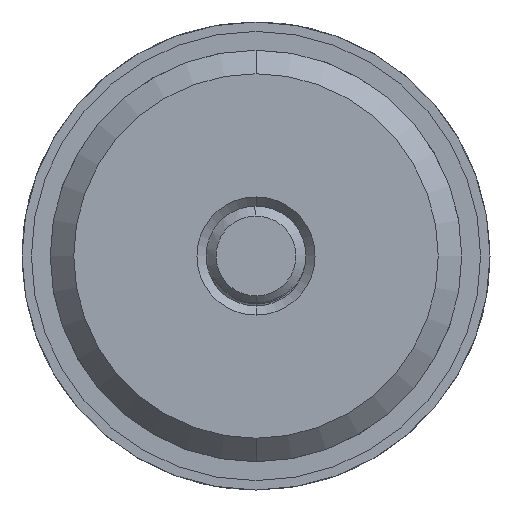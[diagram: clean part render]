
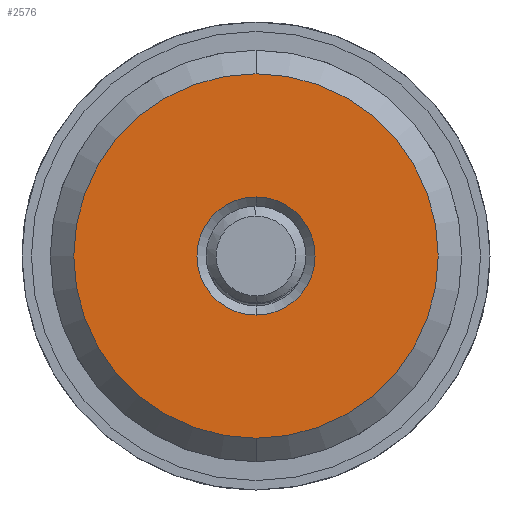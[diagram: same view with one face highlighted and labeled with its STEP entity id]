
A CAD part, front view. The second image highlights one B-rep face of the part: STEP entity #2576.
In plain terms, the highlighted planar face has unit normal (0, -1, 0).
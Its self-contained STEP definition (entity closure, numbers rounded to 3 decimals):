
#162 = VERTEX_POINT ( 'NONE', #3229 ) ;
#200 = DIRECTION ( 'NONE',  ( 0., 0., -1. ) ) ;
#247 = AXIS2_PLACEMENT_3D ( 'NONE', #3456, #2562, #200 ) ;
#372 = CIRCLE ( 'NONE', #1726, 15.5 ) ;
#379 = DIRECTION ( 'NONE',  ( 0., -1., 0. ) ) ;
#416 = CARTESIAN_POINT ( 'NONE',  ( 0., 0., 0. ) ) ;
#431 = ORIENTED_EDGE ( 'NONE', *, *, #2413, .T. ) ;
#757 = DIRECTION ( 'NONE',  ( 0., 0., -1. ) ) ;
#1029 = ORIENTED_EDGE ( 'NONE', *, *, #3017, .T. ) ;
#1115 = VERTEX_POINT ( 'NONE', #2633 ) ;
#1122 = ORIENTED_EDGE ( 'NONE', *, *, #2191, .F. ) ;
#1201 = DIRECTION ( 'NONE',  ( 0., 0., 1. ) ) ;
#1229 = EDGE_LOOP ( 'NONE', ( #431, #1029 ) ) ;
#1240 = CARTESIAN_POINT ( 'NONE',  ( 0., 0., 0. ) ) ;
#1528 = CARTESIAN_POINT ( 'NONE',  ( 0., 0., 0. ) ) ;
#1580 = CARTESIAN_POINT ( 'NONE',  ( 0., 0., 15.5 ) ) ;
#1599 = EDGE_LOOP ( 'NONE', ( #1122, #4769 ) ) ;
#1651 = AXIS2_PLACEMENT_3D ( 'NONE', #416, #3204, #1201 ) ;
#1726 = AXIS2_PLACEMENT_3D ( 'NONE', #5092, #3916, #2303 ) ;
#1779 = VERTEX_POINT ( 'NONE', #2960 ) ;
#1816 = EDGE_CURVE ( 'NONE', #162, #1779, #3057, .T. ) ;
#2044 = DIRECTION ( 'NONE',  ( 0., 0., -1. ) ) ;
#2166 = AXIS2_PLACEMENT_3D ( 'NONE', #1528, #379, #757 ) ;
#2191 = EDGE_CURVE ( 'NONE', #1779, #162, #3983, .T. ) ;
#2303 = DIRECTION ( 'NONE',  ( 0., 0., -1. ) ) ;
#2413 = EDGE_CURVE ( 'NONE', #3937, #1115, #372, .T. ) ;
#2495 = CIRCLE ( 'NONE', #2166, 15.5 ) ;
#2562 = DIRECTION ( 'NONE',  ( 0., -1., 0. ) ) ;
#2576 = ADVANCED_FACE ( 'NONE', ( #4608, #4666 ), #2783, .F. ) ;
#2633 = CARTESIAN_POINT ( 'NONE',  ( 0., 0., -15.5 ) ) ;
#2645 = AXIS2_PLACEMENT_3D ( 'NONE', #1240, #4434, #2044 ) ;
#2783 = PLANE ( 'NONE',  #1651 ) ;
#2960 = CARTESIAN_POINT ( 'NONE',  ( 0., 0., -5.025 ) ) ;
#3017 = EDGE_CURVE ( 'NONE', #1115, #3937, #2495, .T. ) ;
#3057 = CIRCLE ( 'NONE', #2645, 5.025 ) ;
#3204 = DIRECTION ( 'NONE',  ( 0., 1., 0. ) ) ;
#3229 = CARTESIAN_POINT ( 'NONE',  ( 0., 0., 5.025 ) ) ;
#3456 = CARTESIAN_POINT ( 'NONE',  ( 0., 0., 0. ) ) ;
#3916 = DIRECTION ( 'NONE',  ( 0., -1., 0. ) ) ;
#3937 = VERTEX_POINT ( 'NONE', #1580 ) ;
#3983 = CIRCLE ( 'NONE', #247, 5.025 ) ;
#4434 = DIRECTION ( 'NONE',  ( 0., -1., 0. ) ) ;
#4608 = FACE_BOUND ( 'NONE', #1599, .T. ) ;
#4666 = FACE_OUTER_BOUND ( 'NONE', #1229, .T. ) ;
#4769 = ORIENTED_EDGE ( 'NONE', *, *, #1816, .F. ) ;
#5092 = CARTESIAN_POINT ( 'NONE',  ( 0., 0., 0. ) ) ;
